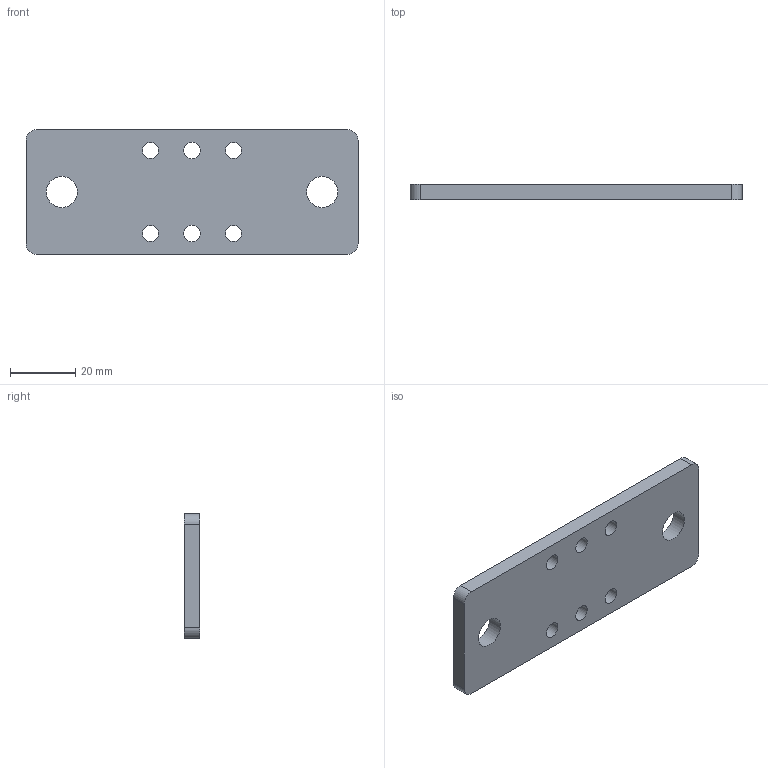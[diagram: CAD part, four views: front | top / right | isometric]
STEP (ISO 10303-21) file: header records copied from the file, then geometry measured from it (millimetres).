
FILE_DESCRIPTION (( 'STEP AP214' ), '1' );
FILE_NAME ('am-3793a 2x1 Elevator Small Bearing Plate R2.STEP', '2018-08-07T12:47:33', ( '' ), ( '' ), 'SwSTEP 2.0', 'SolidWorks 2018', '' );
FILE_SCHEMA (( 'AUTOMOTIVE_DESIGN' ));
Length unit declared in the file: inch
Products named in the file (1): am-3793a 2x1 Elevator Small Bearing Plate R2
Bounding box: 101.6 x 4.76 x 38.1 mm (x, y, z)
Volume: 17159.3 mm3; surface area: 9242.6 mm2
Topology: 1 solids, 1 shells, 18 faces, 48 edges, 32 vertices
Faces by surface type: cylinder 12, plane 6
Full cylindrical faces by diameter (mm): 4.978 x6, 9.525 x2
Entity records: 608 total; most frequent: DIRECTION 102, CARTESIAN_POINT 91, ORIENTED_EDGE 80, AXIS2_PLACEMENT_3D 43, EDGE_LOOP 42, EDGE_CURVE 40, VERTEX_POINT 32, FACE_OUTER_BOUND 26
